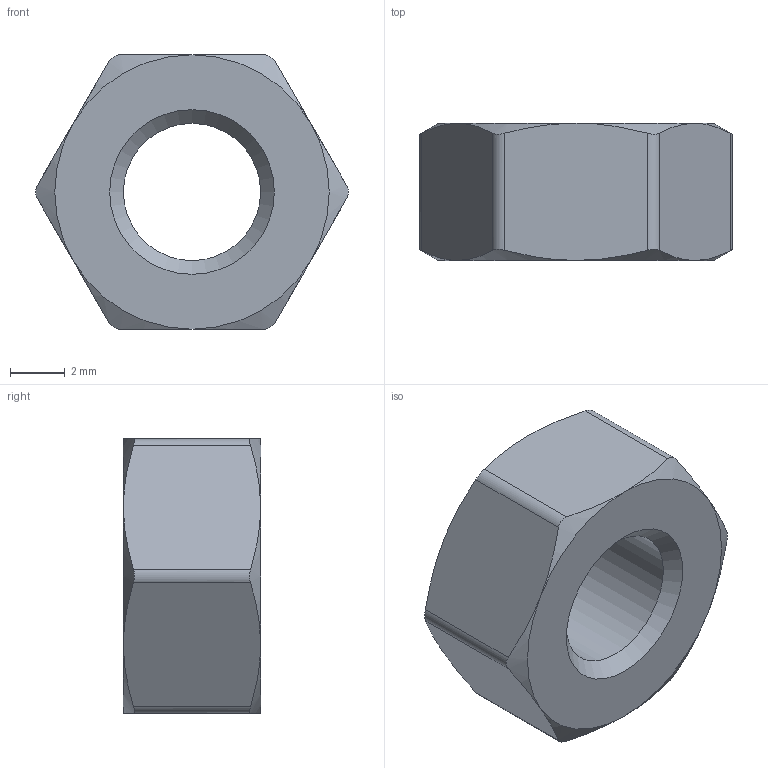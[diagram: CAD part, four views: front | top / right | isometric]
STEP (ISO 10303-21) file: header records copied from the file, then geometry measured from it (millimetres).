
FILE_DESCRIPTION (( 'STEP AP203' ), '1' );
FILE_NAME ('58321-240-6-L.step', '2019-12-19T11:50:14', ( '' ), ( '' ), 'SwSTEP 2.0', 'SolidWorks 2015', '' );
FILE_SCHEMA (( 'CONFIG_CONTROL_DESIGN' ));
Length unit declared in the file: millimetre
Products named in the file (2): 58321-240-6-L
Bounding box: 11.39 x 5 x 10 mm (x, y, z)
Volume: 328.1 mm3; surface area: 367.6 mm2
Topology: 1 solids, 1 shells, 29 faces, 69 edges, 44 vertices
Faces by surface type: cone 14, plane 8, cylinder 7
Full cylindrical faces by diameter (mm): 5 x1
Entity records: 1757 total; most frequent: CARTESIAN_POINT 1009, ORIENTED_EDGE 128, DIRECTION 106, EDGE_CURVE 64, AXIS2_PLACEMENT_3D 47, VERTEX_POINT 40, B_SPLINE_CURVE_WITH_KNOTS 38, EDGE_LOOP 34
